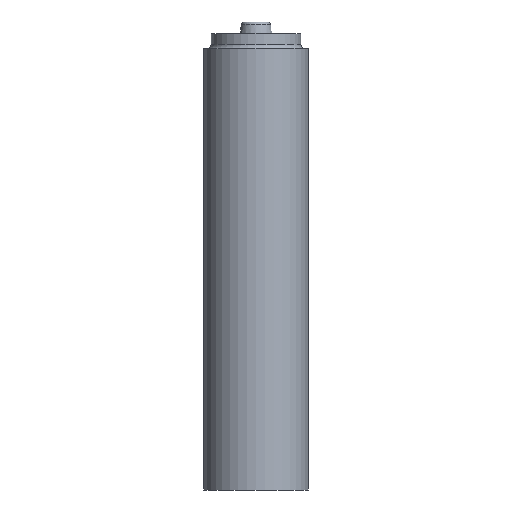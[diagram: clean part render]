
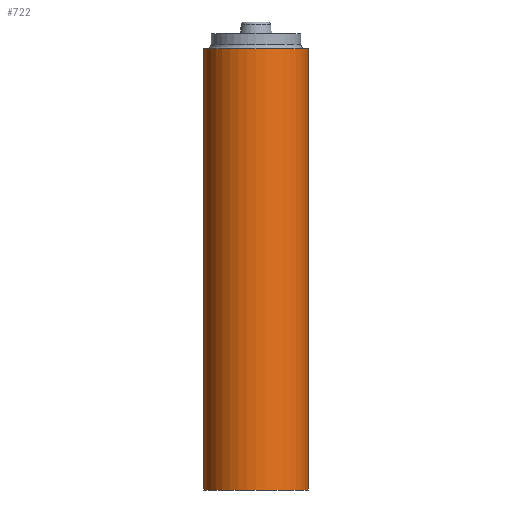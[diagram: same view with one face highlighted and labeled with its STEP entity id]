
A CAD part, front view. The second image highlights one B-rep face of the part: STEP entity #722.
In plain terms, the highlighted cylindrical face has radius 3.5 mm (diameter 7 mm), a full revolution.
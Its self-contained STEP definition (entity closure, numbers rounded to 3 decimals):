
#162=CYLINDRICAL_SURFACE('',#1018,3.5);
#173=CIRCLE('',#1019,3.5);
#174=CIRCLE('',#1020,3.5);
#210=ORIENTED_EDGE('',*,*,#394,.T.);
#211=ORIENTED_EDGE('',*,*,#395,.F.);
#394=EDGE_CURVE('',#482,#482,#173,.T.);
#395=EDGE_CURVE('',#483,#483,#174,.T.);
#482=VERTEX_POINT('',#1366);
#483=VERTEX_POINT('',#1368);
#556=EDGE_LOOP('',(#210));
#557=EDGE_LOOP('',(#211));
#632=FACE_BOUND('',#556,.T.);
#633=FACE_BOUND('',#557,.T.);
#722=ADVANCED_FACE('',(#632,#633),#162,.T.);
#1018=AXIS2_PLACEMENT_3D('',#1364,#1118,#1119);
#1019=AXIS2_PLACEMENT_3D('',#1365,#1120,#1121);
#1020=AXIS2_PLACEMENT_3D('',#1367,#1122,#1123);
#1118=DIRECTION('',(0.,0.,-1.));
#1119=DIRECTION('',(-1.,0.,0.));
#1120=DIRECTION('',(0.,0.,-1.));
#1121=DIRECTION('',(-1.,0.,0.));
#1122=DIRECTION('',(0.,0.,-1.));
#1123=DIRECTION('',(-1.,0.,0.));
#1364=CARTESIAN_POINT('',(0.,0.,0.));
#1365=CARTESIAN_POINT('',(0.,0.,30.5));
#1366=CARTESIAN_POINT('',(-3.5,0.,30.5));
#1367=CARTESIAN_POINT('',(0.,0.,1.));
#1368=CARTESIAN_POINT('',(-3.5,0.,1.));
